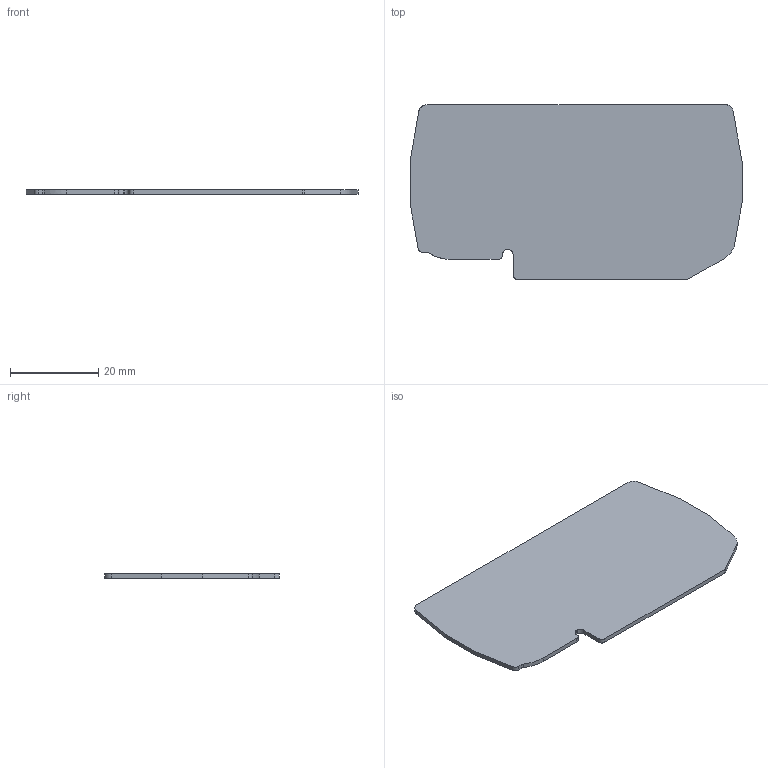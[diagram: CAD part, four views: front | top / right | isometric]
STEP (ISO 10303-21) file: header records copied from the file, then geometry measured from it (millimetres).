
FILE_DESCRIPTION (( 'STEP AP214' ), '1' );
FILE_NAME ('446473_NPP-PYK 10_Yellow.STP', '2013-11-15T08:46:59', ( 'arge' ), ( 'Microsoft' ), 'SwSTEP 2.0', 'SolidWorks 2013', '' );
FILE_SCHEMA (( 'AUTOMOTIVE_DESIGN' ));
Length unit declared in the file: millimetre
Products named in the file (1): 446473_NPP-PYK 10_Yellow
Bounding box: 75.23 x 39.6 x 1 mm (x, y, z)
Volume: 2762.8 mm3; surface area: 5743 mm2
Topology: 1 solids, 1 shells, 29 faces, 81 edges, 54 vertices
Faces by surface type: plane 18, cylinder 11
Entity records: 1325 total; most frequent: CARTESIAN_POINT 235, ORIENTED_EDGE 162, DIRECTION 140, EDGE_CURVE 81, LINE 58, VECTOR 58, VERTEX_POINT 54, AXIS2_PLACEMENT_3D 41
